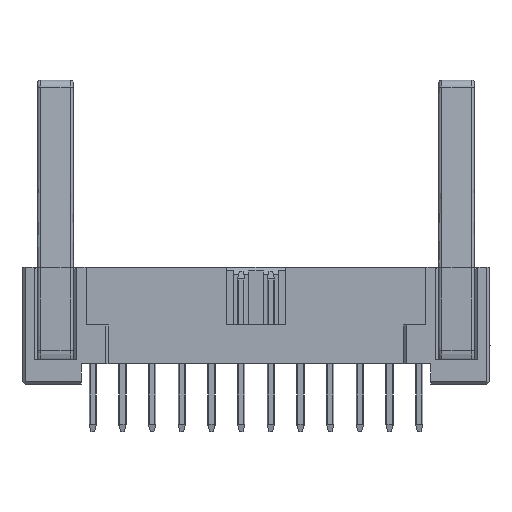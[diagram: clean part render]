
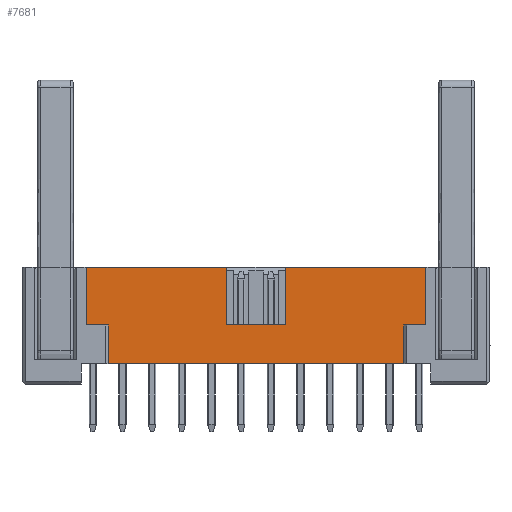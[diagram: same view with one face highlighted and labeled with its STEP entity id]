
A CAD part, front view. The second image highlights one B-rep face of the part: STEP entity #7681.
In plain terms, the highlighted planar face has unit normal (0, -1, 0).
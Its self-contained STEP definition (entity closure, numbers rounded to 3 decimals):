
#3914=CARTESIAN_POINT('',(-2.,-3.,4.));
#3915=VERTEX_POINT('',#3914);
#3924=CARTESIAN_POINT('',(2.,-3.,4.));
#3925=VERTEX_POINT('',#3924);
#3926=CARTESIAN_POINT('',(2.,-3.,4.));
#3927=DIRECTION('',(-1.,0.,0.));
#3928=VECTOR('',#3927,4.);
#3929=LINE('',#3926,#3928);
#3930=EDGE_CURVE('',#3925,#3915,#3929,.T.);
#7074=CARTESIAN_POINT('',(-11.45,-3.,7.9));
#7075=VERTEX_POINT('',#7074);
#7082=CARTESIAN_POINT('',(-2.,-3.,7.9));
#7083=VERTEX_POINT('',#7082);
#7084=CARTESIAN_POINT('',(-11.45,-3.,7.9));
#7085=DIRECTION('',(1.,0.,0.));
#7086=VECTOR('',#7085,9.45);
#7087=LINE('',#7084,#7086);
#7088=EDGE_CURVE('',#7075,#7083,#7087,.T.);
#7558=CARTESIAN_POINT('',(-2.,-3.,7.9));
#7559=DIRECTION('',(0.,0.,-1.));
#7560=VECTOR('',#7559,3.9);
#7561=LINE('',#7558,#7560);
#7562=EDGE_CURVE('',#7083,#3915,#7561,.T.);
#7601=CARTESIAN_POINT('',(2.15,-3.,5.95));
#7602=DIRECTION('',(1.,0.,0.));
#7603=DIRECTION('',(0.,-1.,0.));
#7604=AXIS2_PLACEMENT_3D('',#7601,#7603,#7602);
#7605=PLANE('',#7604);
#7606=CARTESIAN_POINT('',(-9.95,-3.,1.4));
#7607=VERTEX_POINT('',#7606);
#7608=CARTESIAN_POINT('',(-9.95,-3.,4.));
#7609=VERTEX_POINT('',#7608);
#7610=CARTESIAN_POINT('',(-9.95,-3.,1.4));
#7611=DIRECTION('',(0.,0.,1.));
#7612=VECTOR('',#7611,2.6);
#7613=LINE('',#7610,#7612);
#7614=EDGE_CURVE('',#7607,#7609,#7613,.T.);
#7615=ORIENTED_EDGE('',*,*,#7614,.F.);
#7616=CARTESIAN_POINT('',(9.95,-3.,1.4));
#7617=VERTEX_POINT('',#7616);
#7618=CARTESIAN_POINT('',(9.95,-3.,1.4));
#7619=DIRECTION('',(-1.,0.,0.));
#7620=VECTOR('',#7619,19.9);
#7621=LINE('',#7618,#7620);
#7622=EDGE_CURVE('',#7617,#7607,#7621,.T.);
#7623=ORIENTED_EDGE('',*,*,#7622,.F.);
#7624=CARTESIAN_POINT('',(9.95,-3.,4.));
#7625=VERTEX_POINT('',#7624);
#7626=CARTESIAN_POINT('',(9.95,-3.,1.4));
#7627=DIRECTION('',(0.,0.,1.));
#7628=VECTOR('',#7627,2.6);
#7629=LINE('',#7626,#7628);
#7630=EDGE_CURVE('',#7617,#7625,#7629,.T.);
#7631=ORIENTED_EDGE('',*,*,#7630,.T.);
#7632=CARTESIAN_POINT('',(11.45,-3.,4.));
#7633=VERTEX_POINT('',#7632);
#7634=CARTESIAN_POINT('',(9.95,-3.,4.));
#7635=DIRECTION('',(1.,0.,0.));
#7636=VECTOR('',#7635,1.5);
#7637=LINE('',#7634,#7636);
#7638=EDGE_CURVE('',#7625,#7633,#7637,.T.);
#7639=ORIENTED_EDGE('',*,*,#7638,.T.);
#7640=CARTESIAN_POINT('',(11.45,-3.,7.9));
#7641=VERTEX_POINT('',#7640);
#7642=CARTESIAN_POINT('',(11.45,-3.,4.));
#7643=DIRECTION('',(0.,0.,1.));
#7644=VECTOR('',#7643,3.9);
#7645=LINE('',#7642,#7644);
#7646=EDGE_CURVE('',#7633,#7641,#7645,.T.);
#7647=ORIENTED_EDGE('',*,*,#7646,.T.);
#7648=CARTESIAN_POINT('',(2.,-3.,7.9));
#7649=VERTEX_POINT('',#7648);
#7650=CARTESIAN_POINT('',(11.45,-3.,7.9));
#7651=DIRECTION('',(-1.,0.,0.));
#7652=VECTOR('',#7651,9.45);
#7653=LINE('',#7650,#7652);
#7654=EDGE_CURVE('',#7641,#7649,#7653,.T.);
#7655=ORIENTED_EDGE('',*,*,#7654,.T.);
#7656=CARTESIAN_POINT('',(2.,-3.,4.));
#7657=DIRECTION('',(0.,0.,1.));
#7658=VECTOR('',#7657,3.9);
#7659=LINE('',#7656,#7658);
#7660=EDGE_CURVE('',#3925,#7649,#7659,.T.);
#7661=ORIENTED_EDGE('',*,*,#7660,.F.);
#7662=ORIENTED_EDGE('',*,*,#3930,.T.);
#7663=ORIENTED_EDGE('',*,*,#7562,.F.);
#7664=ORIENTED_EDGE('',*,*,#7088,.F.);
#7665=CARTESIAN_POINT('',(-11.45,-3.,4.));
#7666=VERTEX_POINT('',#7665);
#7667=CARTESIAN_POINT('',(-11.45,-3.,4.));
#7668=DIRECTION('',(0.,0.,1.));
#7669=VECTOR('',#7668,3.9);
#7670=LINE('',#7667,#7669);
#7671=EDGE_CURVE('',#7666,#7075,#7670,.T.);
#7672=ORIENTED_EDGE('',*,*,#7671,.F.);
#7673=CARTESIAN_POINT('',(-9.95,-3.,4.));
#7674=DIRECTION('',(-1.,0.,0.));
#7675=VECTOR('',#7674,1.5);
#7676=LINE('',#7673,#7675);
#7677=EDGE_CURVE('',#7609,#7666,#7676,.T.);
#7678=ORIENTED_EDGE('',*,*,#7677,.F.);
#7679=EDGE_LOOP('',(#7615,#7623,#7631,#7639,#7647,#7655,#7661,#7662,#7663,#7664,#7672,#7678));
#7680=FACE_OUTER_BOUND('',#7679,.T.);
#7681=ADVANCED_FACE('',(#7680),#7605,.T.);
